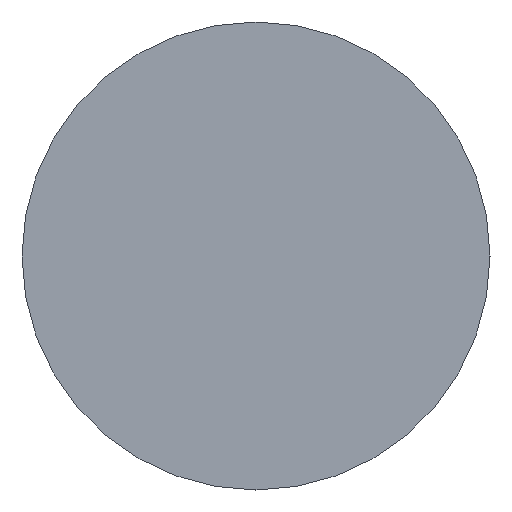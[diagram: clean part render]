
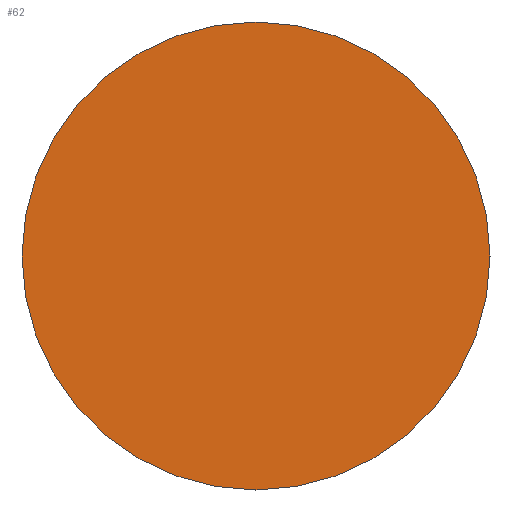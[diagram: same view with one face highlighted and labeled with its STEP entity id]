
A CAD part, left-side view. The second image highlights one B-rep face of the part: STEP entity #62.
In plain terms, the highlighted planar face has unit normal (-1, 0, 0).
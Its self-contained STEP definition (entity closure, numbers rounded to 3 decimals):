
#34 = DIRECTION ( 'NONE',  ( 1., 0., 0. ) ) ;
#38 = FACE_OUTER_BOUND ( 'NONE', #197, .T. ) ;
#39 = AXIS2_PLACEMENT_3D ( 'NONE', #289, #34, #147 ) ;
#62 = ADVANCED_FACE ( 'NONE', ( #38 ), #114, .F. ) ;
#71 = EDGE_CURVE ( 'NONE', #386, #151, #110, .T. ) ;
#110 = CIRCLE ( 'NONE', #129, 6.25 ) ;
#114 = PLANE ( 'NONE',  #39 ) ;
#129 = AXIS2_PLACEMENT_3D ( 'NONE', #251, #419, #144 ) ;
#144 = DIRECTION ( 'NONE',  ( 0., 0., 1. ) ) ;
#147 = DIRECTION ( 'NONE',  ( 0., 0., -1. ) ) ;
#151 = VERTEX_POINT ( 'NONE', #183 ) ;
#183 = CARTESIAN_POINT ( 'NONE',  ( -57., 0., -6.25 ) ) ;
#197 = EDGE_LOOP ( 'NONE', ( #243, #413 ) ) ;
#216 = EDGE_CURVE ( 'NONE', #151, #386, #335, .T. ) ;
#229 = DIRECTION ( 'NONE',  ( -1., 0., 0. ) ) ;
#239 = CARTESIAN_POINT ( 'NONE',  ( -57., 0., 6.25 ) ) ;
#243 = ORIENTED_EDGE ( 'NONE', *, *, #71, .T. ) ;
#251 = CARTESIAN_POINT ( 'NONE',  ( -57., 0., 0. ) ) ;
#289 = CARTESIAN_POINT ( 'NONE',  ( -57., 6.25, 0. ) ) ;
#324 = CARTESIAN_POINT ( 'NONE',  ( -57., 0., 0. ) ) ;
#328 = DIRECTION ( 'NONE',  ( 0., 0., 1. ) ) ;
#335 = CIRCLE ( 'NONE', #428, 6.25 ) ;
#386 = VERTEX_POINT ( 'NONE', #239 ) ;
#413 = ORIENTED_EDGE ( 'NONE', *, *, #216, .T. ) ;
#419 = DIRECTION ( 'NONE',  ( -1., 0., 0. ) ) ;
#428 = AXIS2_PLACEMENT_3D ( 'NONE', #324, #229, #328 ) ;
